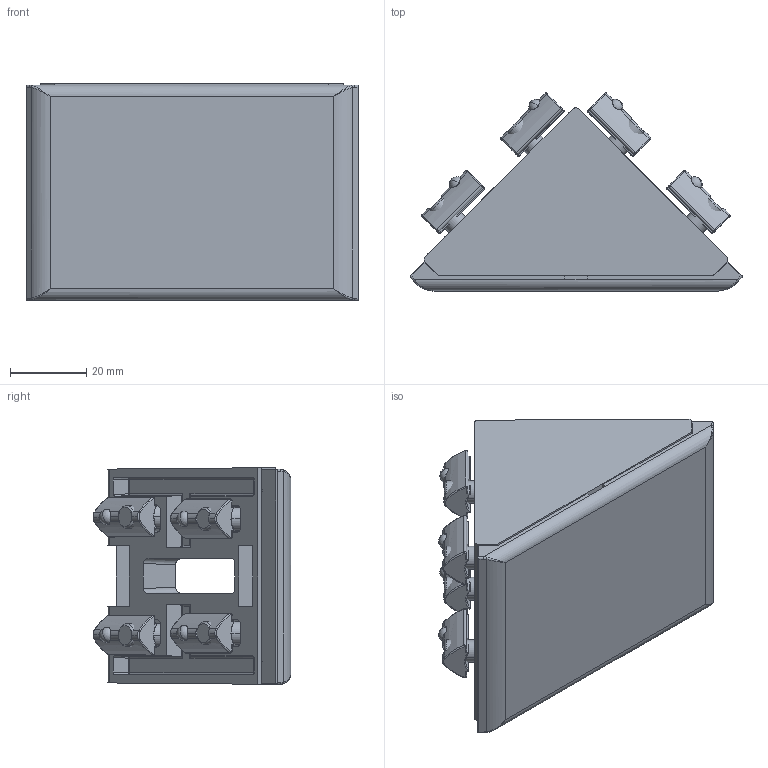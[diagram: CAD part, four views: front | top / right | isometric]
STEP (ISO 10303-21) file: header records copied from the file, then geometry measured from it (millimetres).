
FILE_DESCRIPTION (( 'STEP AP214' ), '1' );
FILE_NAME ('202300115.STEP', '2014-02-21T14:06:06', ( '' ), ( '' ), 'SwSTEP 2.0', 'SolidWorks 2014', '' );
FILE_SCHEMA (( 'AUTOMOTIVE_DESIGN' ));
Length unit declared in the file: millimetre
Products named in the file (1): 202300115
Bounding box: 87.3 x 52.04 x 57 mm (x, y, z)
Volume: 59955.1 mm3; surface area: 43991.7 mm2
Topology: 34 solids, 34 shells, 1308 faces, 3326 edges, 2008 vertices
Faces by surface type: cylinder 466, plane 444, torus 220, bspline 93, cone 50, sphere 35
Entity records: 60953 total; most frequent: CARTESIAN_POINT 16403, ORIENTED_EDGE 6436, DIRECTION 6059, EDGE_CURVE 3218, AXIS2_PLACEMENT_3D 2259, VERTEX_POINT 1984, LINE 1541, VECTOR 1541
